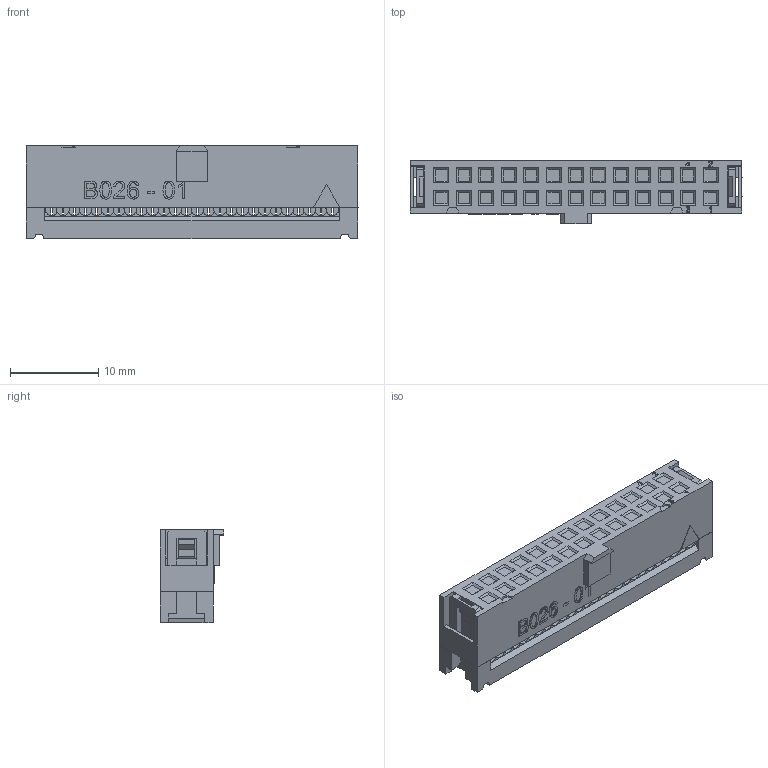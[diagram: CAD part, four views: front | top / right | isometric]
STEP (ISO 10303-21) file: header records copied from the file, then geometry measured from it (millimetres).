
FILE_DESCRIPTION( ('This file contains a STEP AP42 implementation' ,'as created by ZW3D STEP Interface translator.') ,'2;1' );
FILE_NAME( '5214-26UPXXBW01.stp' ,'231214.10 0 0', (''), ('ZWCAD Software Co.'), 'Version 1.0', 'ZW3D to STEP translator', '' );
FILE_SCHEMA(('AUTOMOTIVE_DESIGN { 1 0 10303 214 1 1 1 1 }'));
Length unit declared in the file: millimetre
Products named in the file (2): 0; 5214-26UPXXBW01
Bounding box: 37.59 x 7.2 x 10.53 mm (x, y, z)
Volume: 2034.2 mm3; surface area: 2462.7 mm2
Topology: 2 solids, 2 shells, 1296 faces, 3571 edges, 2386 vertices
Faces by surface type: plane 920, bspline 193, cylinder 183
Entity records: 44286 total; most frequent: CARTESIAN_POINT 10287, ORIENTED_EDGE 7142, DIRECTION 6197, EDGE_CURVE 3571, VECTOR 2741, LINE 2741, VERTEX_POINT 2386, AXIS2_PLACEMENT_3D 1728
